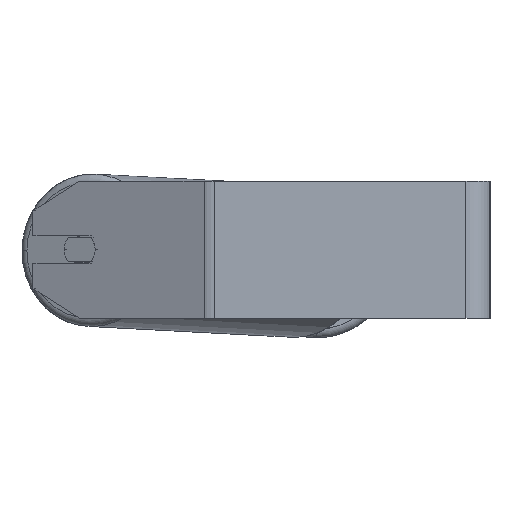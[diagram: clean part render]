
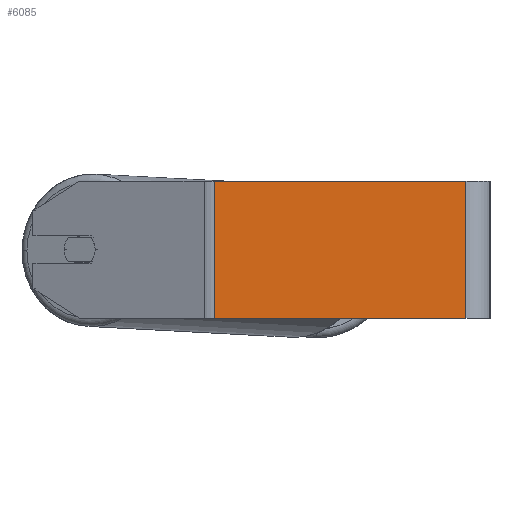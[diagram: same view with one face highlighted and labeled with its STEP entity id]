
A CAD part, left-side view. The second image highlights one B-rep face of the part: STEP entity #6085.
In plain terms, the highlighted planar face has unit normal (-1, 0, 0).
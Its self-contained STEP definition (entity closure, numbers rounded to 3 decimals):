
#294 = EDGE_CURVE ( 'NONE', #3981, #5787, #803, .T. ) ;
#313 = VECTOR ( 'NONE', #4996, 1000. ) ;
#420 = CARTESIAN_POINT ( 'NONE',  ( -490., 163.909, 40. ) ) ;
#435 = VERTEX_POINT ( 'NONE', #1008 ) ;
#490 = LINE ( 'NONE', #1228, #6119 ) ;
#803 = LINE ( 'NONE', #2209, #820 ) ;
#820 = VECTOR ( 'NONE', #4163, 1000. ) ;
#1008 = CARTESIAN_POINT ( 'NONE',  ( -490., 160.806, -40. ) ) ;
#1182 = ORIENTED_EDGE ( 'NONE', *, *, #294, .F. ) ;
#1228 = CARTESIAN_POINT ( 'NONE',  ( -490., 163.909, 40. ) ) ;
#1449 = AXIS2_PLACEMENT_3D ( 'NONE', #420, #1783, #6619 ) ;
#1783 = DIRECTION ( 'NONE',  ( 1., 0., 0. ) ) ;
#1885 = EDGE_LOOP ( 'NONE', ( #7161, #1182, #8483, #8660 ) ) ;
#2209 = CARTESIAN_POINT ( 'NONE',  ( -490., 14., 40. ) ) ;
#2613 = DIRECTION ( 'NONE',  ( 0., -1., 0. ) ) ;
#2616 = CARTESIAN_POINT ( 'NONE',  ( -490., 163.909, -40. ) ) ;
#2961 = LINE ( 'NONE', #5660, #313 ) ;
#3002 = VERTEX_POINT ( 'NONE', #5312 ) ;
#3477 = CARTESIAN_POINT ( 'NONE',  ( -490., 14., 40. ) ) ;
#3981 = VERTEX_POINT ( 'NONE', #3477 ) ;
#4163 = DIRECTION ( 'NONE',  ( 0., 0., -1. ) ) ;
#4585 = EDGE_CURVE ( 'NONE', #3002, #3981, #490, .T. ) ;
#4996 = DIRECTION ( 'NONE',  ( 0., 0., -1. ) ) ;
#5155 = FACE_OUTER_BOUND ( 'NONE', #1885, .T. ) ;
#5312 = CARTESIAN_POINT ( 'NONE',  ( -490., 160.806, 40. ) ) ;
#5337 = CARTESIAN_POINT ( 'NONE',  ( -490., 14., -40. ) ) ;
#5660 = CARTESIAN_POINT ( 'NONE',  ( -490., 160.806, 40. ) ) ;
#5750 = EDGE_CURVE ( 'NONE', #3002, #435, #2961, .T. ) ;
#5787 = VERTEX_POINT ( 'NONE', #5337 ) ;
#6085 = ADVANCED_FACE ( 'NONE', ( #5155 ), #8700, .F. ) ;
#6119 = VECTOR ( 'NONE', #2613, 1000. ) ;
#6619 = DIRECTION ( 'NONE',  ( 0., 0., -1. ) ) ;
#7161 = ORIENTED_EDGE ( 'NONE', *, *, #8097, .T. ) ;
#7842 = LINE ( 'NONE', #2616, #7982 ) ;
#7982 = VECTOR ( 'NONE', #8017, 1000. ) ;
#8017 = DIRECTION ( 'NONE',  ( 0., -1., 0. ) ) ;
#8097 = EDGE_CURVE ( 'NONE', #435, #5787, #7842, .T. ) ;
#8483 = ORIENTED_EDGE ( 'NONE', *, *, #4585, .F. ) ;
#8660 = ORIENTED_EDGE ( 'NONE', *, *, #5750, .T. ) ;
#8700 = PLANE ( 'NONE',  #1449 ) ;
